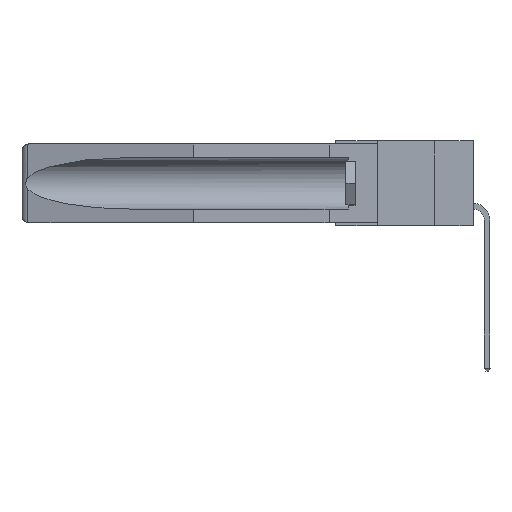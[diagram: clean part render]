
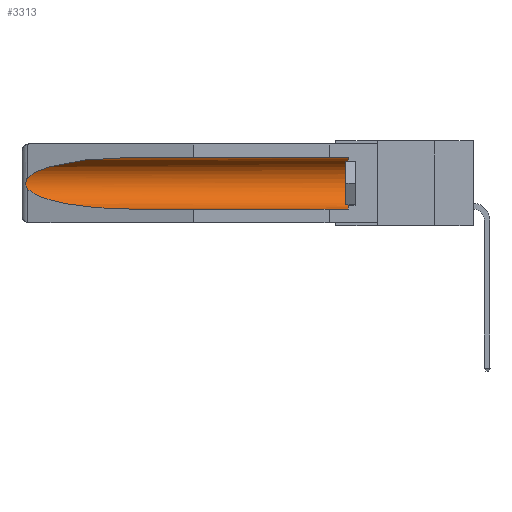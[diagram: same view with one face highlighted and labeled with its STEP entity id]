
A CAD part, left-side view. The second image highlights one B-rep face of the part: STEP entity #3313.
In plain terms, the highlighted cylindrical face has radius 2.857 mm (diameter 5.715 mm), a partial arc.
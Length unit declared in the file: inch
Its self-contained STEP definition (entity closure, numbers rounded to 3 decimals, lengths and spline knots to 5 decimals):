
#882 =( BOUNDED_CURVE ( )  B_SPLINE_CURVE ( 3, ( #11817, #5976, #6122, #8445 ),
 .UNSPECIFIED., .F., .F. ) 
 B_SPLINE_CURVE_WITH_KNOTS ( ( 4, 4 ),
 ( 4.71239, 6.08839 ),
 .UNSPECIFIED. ) 
 CURVE ( )  GEOMETRIC_REPRESENTATION_ITEM ( )  RATIONAL_B_SPLINE_CURVE ( ( 1., 0.848, 0.848, 1. ) ) 
 REPRESENTATION_ITEM ( '' )  );
#1019 = AXIS2_PLACEMENT_3D ( 'NONE', #3480, #8878, #10357 ) ;
#1560 = DIRECTION ( 'NONE',  ( 0., -1., 0. ) ) ;
#2132 = CARTESIAN_POINT ( 'NONE',  ( 0.155, 0.126, -0.059 ) ) ;
#2509 = EDGE_CURVE ( 'NONE', #13731, #2902, #10221, .T. ) ;
#2648 = FACE_OUTER_BOUND ( 'NONE', #11544, .T. ) ;
#2902 = VERTEX_POINT ( 'NONE', #2132 ) ;
#2998 = CARTESIAN_POINT ( 'NONE',  ( 0.26597, 1.52961, -0.15275 ) ) ;
#3098 = CARTESIAN_POINT ( 'NONE',  ( 0.2673, 1.53269, -0.17917 ) ) ;
#3221 = VECTOR ( 'NONE', #14128, 39.37008 ) ;
#3313 = ADVANCED_FACE ( 'NONE', ( #2648 ), #3362, .F. ) ;
#3362 = CYLINDRICAL_SURFACE ( 'NONE', #1019, 0.1125 ) ;
#3434 = CARTESIAN_POINT ( 'NONE',  ( 0.155, 1.07973, -0.284 ) ) ;
#3480 = CARTESIAN_POINT ( 'NONE',  ( 0.155, -0.30754, -0.1715 ) ) ;
#3553 =( BOUNDED_CURVE ( )  B_SPLINE_CURVE ( 3, ( #12190, #13361, #6466, #3434 ),
 .UNSPECIFIED., .F., .F. ) 
 B_SPLINE_CURVE_WITH_KNOTS ( ( 4, 4 ),
 ( 0.1948, 1.5708 ),
 .UNSPECIFIED. ) 
 CURVE ( )  GEOMETRIC_REPRESENTATION_ITEM ( )  RATIONAL_B_SPLINE_CURVE ( ( 1., 0.848, 0.848, 1. ) ) 
 REPRESENTATION_ITEM ( '' )  );
#3804 = LINE ( 'NONE', #5910, #8814 ) ;
#3905 = AXIS2_PLACEMENT_3D ( 'NONE', #8334, #1560, #11710 ) ;
#4151 = CARTESIAN_POINT ( 'NONE',  ( 0.26655, 1.53094, -0.18657 ) ) ;
#4168 = ORIENTED_EDGE ( 'NONE', *, *, #9199, .F. ) ;
#4189 = VERTEX_POINT ( 'NONE', #8946 ) ;
#5234 = ORIENTED_EDGE ( 'NONE', *, *, #2509, .T. ) ;
#5294 = CARTESIAN_POINT ( 'NONE',  ( 0.26597, 1.5296, -0.19026 ) ) ;
#5817 = CARTESIAN_POINT ( 'NONE',  ( 0.26537, 1.52718, -0.19328 ) ) ;
#5910 = CARTESIAN_POINT ( 'NONE',  ( 0.155, -0.30754, -0.284 ) ) ;
#5976 = CARTESIAN_POINT ( 'NONE',  ( 0.21114, 1.30732, -0.059 ) ) ;
#6122 = CARTESIAN_POINT ( 'NONE',  ( 0.25451, 1.48313, -0.09465 ) ) ;
#6235 = EDGE_CURVE ( 'NONE', #12169, #13299, #3553, .T. ) ;
#6466 = CARTESIAN_POINT ( 'NONE',  ( 0.21114, 1.30732, -0.284 ) ) ;
#6503 = CARTESIAN_POINT ( 'NONE',  ( 0.26537, 1.52718, -0.14972 ) ) ;
#6680 = CARTESIAN_POINT ( 'NONE',  ( 0.155, 1.07973, -0.284 ) ) ;
#7122 = ORIENTED_EDGE ( 'NONE', *, *, #6235, .T. ) ;
#8177 = B_SPLINE_CURVE_WITH_KNOTS ( 'NONE', 3,
 ( #6503, #2998, #14562, #8484, #11087, #11901, #3098, #4151, #5294, #13051 ),
 .UNSPECIFIED., .F., .F.,
 ( 4, 2, 2, 2, 4 ),
 ( 0., 0.00029, 0.00058, 0.00087, 0.00117 ),
 .UNSPECIFIED. ) ;
#8334 = CARTESIAN_POINT ( 'NONE',  ( 0.155, 0.126, -0.1715 ) ) ;
#8396 = CARTESIAN_POINT ( 'NONE',  ( 0.155, -0.30754, -0.059 ) ) ;
#8445 = CARTESIAN_POINT ( 'NONE',  ( 0.26537, 1.52718, -0.14972 ) ) ;
#8484 = CARTESIAN_POINT ( 'NONE',  ( 0.2673, 1.5327, -0.16383 ) ) ;
#8735 = CARTESIAN_POINT ( 'NONE',  ( 0.155, 1.07973, -0.059 ) ) ;
#8752 = VERTEX_POINT ( 'NONE', #8735 ) ;
#8814 = VECTOR ( 'NONE', #12800, 39.37008 ) ;
#8878 = DIRECTION ( 'NONE',  ( 0., 1., 0. ) ) ;
#8946 = CARTESIAN_POINT ( 'NONE',  ( 0.26537, 1.52718, -0.14972 ) ) ;
#9199 = EDGE_CURVE ( 'NONE', #13731, #13299, #3804, .T. ) ;
#9311 = EDGE_CURVE ( 'NONE', #4189, #12169, #8177, .T. ) ;
#9805 = EDGE_CURVE ( 'NONE', #8752, #4189, #882, .T. ) ;
#9810 = EDGE_CURVE ( 'NONE', #2902, #8752, #12386, .T. ) ;
#10221 = CIRCLE ( 'NONE', #3905, 0.1125 ) ;
#10318 = ORIENTED_EDGE ( 'NONE', *, *, #9810, .T. ) ;
#10357 = DIRECTION ( 'NONE',  ( 0., 0., 1. ) ) ;
#10755 = CARTESIAN_POINT ( 'NONE',  ( 0.155, 0.126, -0.284 ) ) ;
#11073 = ORIENTED_EDGE ( 'NONE', *, *, #9805, .T. ) ;
#11087 = CARTESIAN_POINT ( 'NONE',  ( 0.2675, 1.53308, -0.16763 ) ) ;
#11544 = EDGE_LOOP ( 'NONE', ( #11073, #13589, #7122, #4168, #5234, #10318 ) ) ;
#11710 = DIRECTION ( 'NONE',  ( 0., 0., 1. ) ) ;
#11817 = CARTESIAN_POINT ( 'NONE',  ( 0.155, 1.07973, -0.059 ) ) ;
#11901 = CARTESIAN_POINT ( 'NONE',  ( 0.2675, 1.53308, -0.17534 ) ) ;
#12169 = VERTEX_POINT ( 'NONE', #5817 ) ;
#12190 = CARTESIAN_POINT ( 'NONE',  ( 0.26537, 1.52718, -0.19328 ) ) ;
#12386 = LINE ( 'NONE', #8396, #3221 ) ;
#12800 = DIRECTION ( 'NONE',  ( 0., 1., 0. ) ) ;
#13051 = CARTESIAN_POINT ( 'NONE',  ( 0.26537, 1.52718, -0.19328 ) ) ;
#13299 = VERTEX_POINT ( 'NONE', #6680 ) ;
#13361 = CARTESIAN_POINT ( 'NONE',  ( 0.25451, 1.48313, -0.24835 ) ) ;
#13589 = ORIENTED_EDGE ( 'NONE', *, *, #9311, .T. ) ;
#13731 = VERTEX_POINT ( 'NONE', #10755 ) ;
#14128 = DIRECTION ( 'NONE',  ( 0., 1., 0. ) ) ;
#14562 = CARTESIAN_POINT ( 'NONE',  ( 0.26654, 1.53092, -0.15636 ) ) ;
